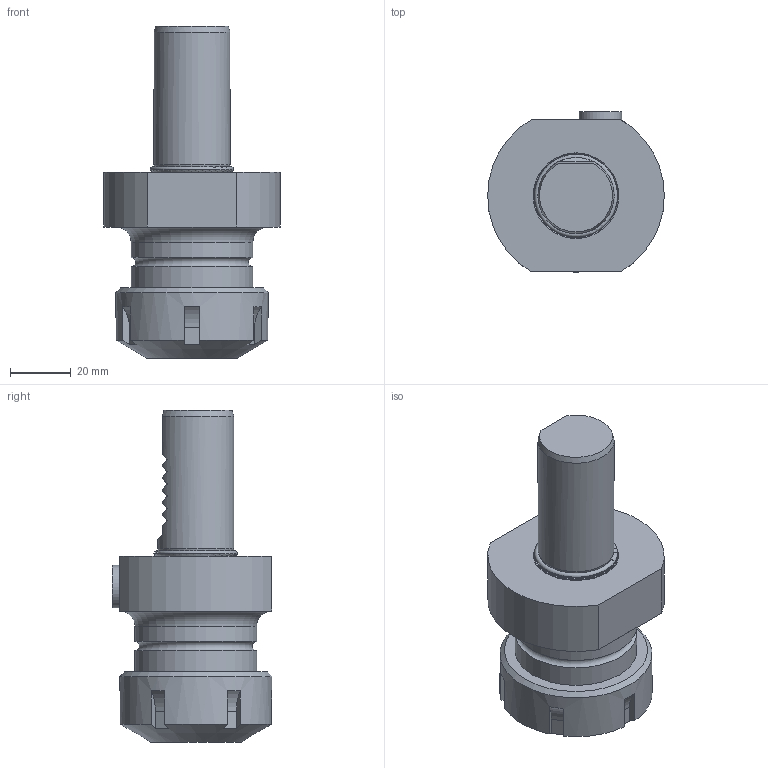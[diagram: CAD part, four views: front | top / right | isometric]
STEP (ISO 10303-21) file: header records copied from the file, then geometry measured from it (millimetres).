
FILE_DESCRIPTION (( 'STEP AP214' ), '1' );
FILE_NAME ('E425X32.STEP', '2025-07-15T09:29:14', ( '' ), ( '' ), 'SwSTEP 2.0', 'SolidWorks 2023', '' );
FILE_SCHEMA (( 'AUTOMOTIVE_DESIGN' ));
Length unit declared in the file: mil
Products named in the file (1): E425X32
Bounding box: 58 x 52.5 x 109 mm (x, y, z)
Volume: 133375.7 mm3; surface area: 19426.3 mm2
Topology: 1 solids, 1 shells, 91 faces, 238 edges, 156 vertices
Faces by surface type: plane 59, cylinder 21, torus 6, cone 5
Full cylindrical faces by diameter (mm): 14 x1, 15 x1, 25 x1, 27.467 x1, 40 x2, 50 x1
Entity records: 2808 total; most frequent: CARTESIAN_POINT 793, ORIENTED_EDGE 424, DIRECTION 380, EDGE_CURVE 212, VERTEX_POINT 147, AXIS2_PLACEMENT_3D 140, EDGE_LOOP 115, FACE_OUTER_BOUND 104
